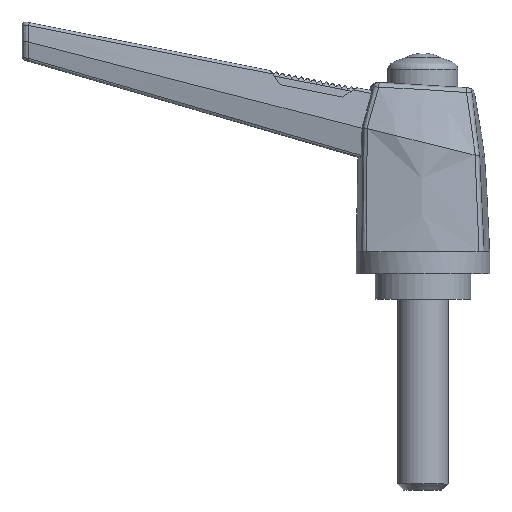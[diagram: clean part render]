
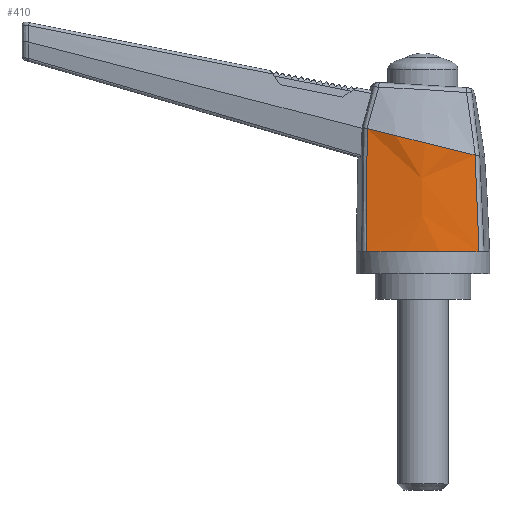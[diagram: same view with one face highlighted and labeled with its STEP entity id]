
A CAD part, front view. The second image highlights one B-rep face of the part: STEP entity #410.
In plain terms, the highlighted free-form (B-spline) face has degree [3, 3] with [6, 4] control points.
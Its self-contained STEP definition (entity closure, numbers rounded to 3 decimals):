
#410 = ADVANCED_FACE( '', ( #864 ), #865, .T. );
#864 = FACE_OUTER_BOUND( '', #2901, .T. );
#865 = B_SPLINE_SURFACE_WITH_KNOTS( '', 3, 3, ( ( #2902, #2903, #2904, #2905 ), ( #2906, #2907, #2908, #2909 ), ( #2910, #2911, #2912, #2913 ), ( #2914, #2915, #2916, #2917 ), ( #2918, #2919, #2920, #2921 ), ( #2922, #2923, #2924, #2925 ) ), .UNSPECIFIED., .F., .F., .F., ( 4, 2, 4 ), ( 4, 4 ), ( 0., 0.5, 1. ), ( 0., 1. ), .UNSPECIFIED. );
#2901 = EDGE_LOOP( '', ( #4645, #4646, #4647, #4648, #4649, #4650 ) );
#2902 = CARTESIAN_POINT( '', ( -9.476, -9.25, 0. ) );
#2903 = CARTESIAN_POINT( '', ( -9.428, -8.983, 6.495 ) );
#2904 = CARTESIAN_POINT( '', ( -9.38, -8.717, 12.99 ) );
#2905 = CARTESIAN_POINT( '', ( -9.333, -8.45, 19.486 ) );
#2906 = CARTESIAN_POINT( '', ( -6.364, -9.914, 0. ) );
#2907 = CARTESIAN_POINT( '', ( -6.392, -9.793, 6.26 ) );
#2908 = CARTESIAN_POINT( '', ( -6.42, -9.671, 12.52 ) );
#2909 = CARTESIAN_POINT( '', ( -6.449, -9.55, 18.779 ) );
#2910 = CARTESIAN_POINT( '', ( -3.182, -10.25, 0. ) );
#2911 = CARTESIAN_POINT( '', ( -3.252, -10.222, 6.01 ) );
#2912 = CARTESIAN_POINT( '', ( -3.322, -10.194, 12.02 ) );
#2913 = CARTESIAN_POINT( '', ( -3.392, -10.167, 18.031 ) );
#2914 = CARTESIAN_POINT( '', ( 3.182, -10.25, 0. ) );
#2915 = CARTESIAN_POINT( '', ( 3.04, -10.291, 5.508 ) );
#2916 = CARTESIAN_POINT( '', ( 2.897, -10.332, 11.017 ) );
#2917 = CARTESIAN_POINT( '', ( 2.755, -10.374, 16.525 ) );
#2918 = CARTESIAN_POINT( '', ( 6.364, -9.914, 0. ) );
#2919 = CARTESIAN_POINT( '', ( 6.19, -9.931, 5.256 ) );
#2920 = CARTESIAN_POINT( '', ( 6.017, -9.947, 10.513 ) );
#2921 = CARTESIAN_POINT( '', ( 5.844, -9.963, 15.769 ) );
#2922 = CARTESIAN_POINT( '', ( 9.476, -9.25, 0. ) );
#2923 = CARTESIAN_POINT( '', ( 9.248, -9.187, 5.016 ) );
#2924 = CARTESIAN_POINT( '', ( 9.02, -9.123, 10.031 ) );
#2925 = CARTESIAN_POINT( '', ( 8.792, -9.06, 15.047 ) );
#4645 = ORIENTED_EDGE( '', *, *, #4997, .F. );
#4646 = ORIENTED_EDGE( '', *, *, #5178, .T. );
#4647 = ORIENTED_EDGE( '', *, *, #5079, .T. );
#4648 = ORIENTED_EDGE( '', *, *, #4889, .T. );
#4649 = ORIENTED_EDGE( '', *, *, #5276, .T. );
#4650 = ORIENTED_EDGE( '', *, *, #5335, .T. );
#4889 = EDGE_CURVE( '', #5418, #5419, #5420, .T. );
#4997 = EDGE_CURVE( '', #5605, #5607, #5608, .T. );
#5079 = EDGE_CURVE( '', #5731, #5418, #5732, .T. );
#5178 = EDGE_CURVE( '', #5605, #5731, #5884, .T. );
#5276 = EDGE_CURVE( '', #5419, #6013, #6014, .T. );
#5335 = EDGE_CURVE( '', #6013, #5607, #6086, .T. );
#5418 = VERTEX_POINT( '', #6259 );
#5419 = VERTEX_POINT( '', #6260 );
#5420 = B_SPLINE_CURVE_WITH_KNOTS( '', 3, ( #6261, #6262, #6263, #6264, #6265, #6266 ), .UNSPECIFIED., .F., .F., ( 4, 2, 4 ), ( 0.364, 0.5, 0.636 ), .UNSPECIFIED. );
#5605 = VERTEX_POINT( '', #7003 );
#5607 = VERTEX_POINT( '', #7008 );
#5608 = B_SPLINE_CURVE_WITH_KNOTS( '', 3, ( #7009, #7010, #7011, #7012, #7013, #7014, #7015, #7016, #7017, #7018 ), .UNSPECIFIED., .F., .F., ( 4, 2, 2, 2, 4 ), ( 0.032, 0.25, 0.5, 0.75, 0.967 ), .UNSPECIFIED. );
#5731 = VERTEX_POINT( '', #7451 );
#5732 = B_SPLINE_CURVE_WITH_KNOTS( '', 3, ( #7452, #7453, #7454, #7455 ), .UNSPECIFIED., .F., .F., ( 4, 4 ), ( 0.034, 0.364 ), .UNSPECIFIED. );
#5884 = B_SPLINE_CURVE_WITH_KNOTS( '', 3, ( #7788, #7789, #7790, #7791, #7792, #7793 ), .UNSPECIFIED., .F., .F., ( 4, 2, 4 ), ( 0., 0.01, 0.019 ), .UNSPECIFIED. );
#6013 = VERTEX_POINT( '', #8377 );
#6014 = B_SPLINE_CURVE_WITH_KNOTS( '', 3, ( #8378, #8379, #8380, #8381 ), .UNSPECIFIED., .F., .F., ( 4, 4 ), ( 0.636, 0.965 ), .UNSPECIFIED. );
#6086 = B_SPLINE_CURVE_WITH_KNOTS( '', 3, ( #8726, #8727, #8728, #8729 ), .UNSPECIFIED., .F., .F., ( 4, 4 ), ( 0., 0.015 ), .UNSPECIFIED. );
#6259 = CARTESIAN_POINT( '', ( -2.588, -10.176, 0. ) );
#6260 = CARTESIAN_POINT( '', ( 2.588, -10.176, 0. ) );
#6261 = CARTESIAN_POINT( '', ( -2.588, -10.176, 0. ) );
#6262 = CARTESIAN_POINT( '', ( -1.726, -10.225, 0. ) );
#6263 = CARTESIAN_POINT( '', ( -0.863, -10.25, 0. ) );
#6264 = CARTESIAN_POINT( '', ( 0.863, -10.25, 0. ) );
#6265 = CARTESIAN_POINT( '', ( 1.726, -10.225, 0. ) );
#6266 = CARTESIAN_POINT( '', ( 2.588, -10.176, 0. ) );
#7003 = CARTESIAN_POINT( '', ( -8.781, -8.654, 19.35 ) );
#7008 = CARTESIAN_POINT( '', ( 8.209, -9.232, 15.19 ) );
#7009 = CARTESIAN_POINT( '', ( -8.781, -8.654, 19.35 ) );
#7010 = CARTESIAN_POINT( '', ( -7.512, -9.108, 19.04 ) );
#7011 = CARTESIAN_POINT( '', ( -6.217, -9.468, 18.723 ) );
#7012 = CARTESIAN_POINT( '', ( -3.385, -10.04, 18.029 ) );
#7013 = CARTESIAN_POINT( '', ( -1.859, -10.218, 17.655 ) );
#7014 = CARTESIAN_POINT( '', ( 1.222, -10.322, 16.901 ) );
#7015 = CARTESIAN_POINT( '', ( 2.756, -10.246, 16.525 ) );
#7016 = CARTESIAN_POINT( '', ( 5.612, -9.867, 15.826 ) );
#7017 = CARTESIAN_POINT( '', ( 6.92, -9.597, 15.505 ) );
#7018 = CARTESIAN_POINT( '', ( 8.209, -9.232, 15.19 ) );
#7451 = CARTESIAN_POINT( '', ( -8.83, -9.383, 0. ) );
#7452 = CARTESIAN_POINT( '', ( -8.83, -9.383, 0. ) );
#7453 = CARTESIAN_POINT( '', ( -6.771, -9.791, 0. ) );
#7454 = CARTESIAN_POINT( '', ( -4.684, -10.056, 0. ) );
#7455 = CARTESIAN_POINT( '', ( -2.588, -10.176, 0. ) );
#7788 = CARTESIAN_POINT( '', ( -8.781, -8.654, 19.35 ) );
#7789 = CARTESIAN_POINT( '', ( -8.788, -8.777, 16.125 ) );
#7790 = CARTESIAN_POINT( '', ( -8.797, -8.899, 12.9 ) );
#7791 = CARTESIAN_POINT( '', ( -8.813, -9.142, 6.45 ) );
#7792 = CARTESIAN_POINT( '', ( -8.822, -9.263, 3.225 ) );
#7793 = CARTESIAN_POINT( '', ( -8.83, -9.383, 0. ) );
#8377 = CARTESIAN_POINT( '', ( 8.83, -9.383, 0. ) );
#8378 = CARTESIAN_POINT( '', ( 2.588, -10.176, 0. ) );
#8379 = CARTESIAN_POINT( '', ( 4.683, -10.056, 0. ) );
#8380 = CARTESIAN_POINT( '', ( 6.771, -9.791, 0. ) );
#8381 = CARTESIAN_POINT( '', ( 8.83, -9.383, 0. ) );
#8726 = CARTESIAN_POINT( '', ( 8.83, -9.383, 0. ) );
#8727 = CARTESIAN_POINT( '', ( 8.622, -9.334, 5.063 ) );
#8728 = CARTESIAN_POINT( '', ( 8.415, -9.283, 10.126 ) );
#8729 = CARTESIAN_POINT( '', ( 8.209, -9.232, 15.19 ) );
